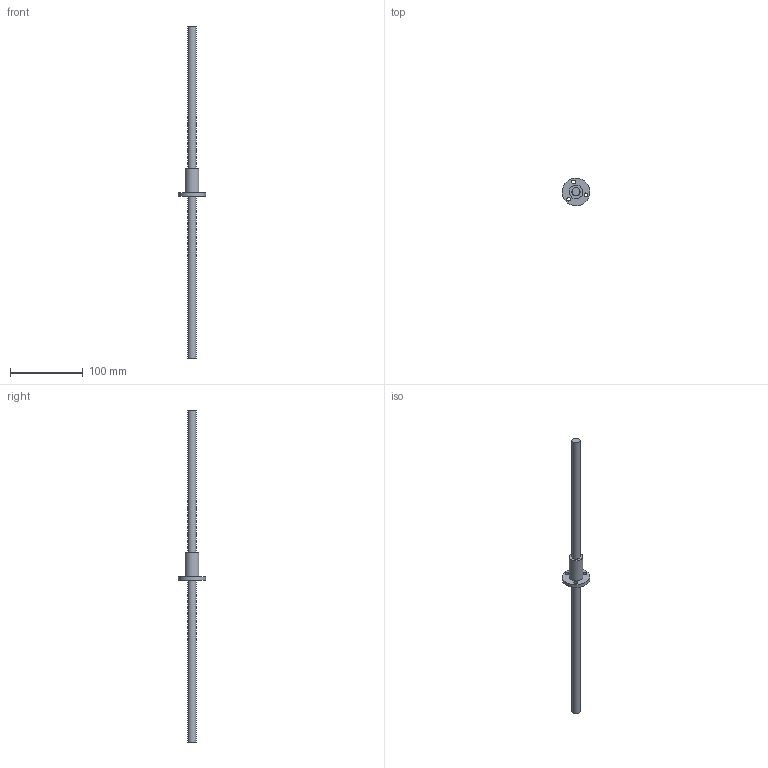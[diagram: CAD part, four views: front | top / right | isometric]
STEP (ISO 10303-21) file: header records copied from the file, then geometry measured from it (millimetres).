
FILE_DESCRIPTION(/* description */ (''),/* implementation_level */ '2;1');
FILE_NAME(/* name */ 'MISC_LeadScrewAssembly_am-2492.iam.step',/* time_stamp */ '2014-01-07T11:28:45-08:00',/* author */ ('Autodesk Inc.'),/* organization */ ('Autodesk Inc.'),/* preprocessor_version */ 'ST-DEVELOPER v15.2',/* originating_system */ 'Autodesk Inventor 2014',/* authorisation */ '');
FILE_SCHEMA (('CONFIG_CONTROL_DESIGN','AUTOMOTIVE_DESIGN { 1 0 10303 214 3 1 1 }'));
Length unit declared in the file: inch
Products named in the file (3): MISC_LeadScrew_am-2492; MISC_LeadNut_am-2492; MISC_LeadScrewAssembly_am-2492
Bounding box: 38.01 x 38.01 x 457.2 mm (x, y, z)
Volume: 55290.6 mm3; surface area: 22244.3 mm2
Topology: 2 solids, 2 shells, 12 faces, 21 edges, 14 vertices
Faces by surface type: cylinder 7, plane 5
Full cylindrical faces by diameter (mm): 5.156 x3, 11.112 x2, 19.05 x1, 38.1 x1
Entity records: 365 total; most frequent: DIRECTION 62, CARTESIAN_POINT 45, AXIS2_PLACEMENT_3D 31, EDGE_LOOP 28, ORIENTED_EDGE 28, FACE_BOUND 16, CIRCLE 14, VERTEX_POINT 14
